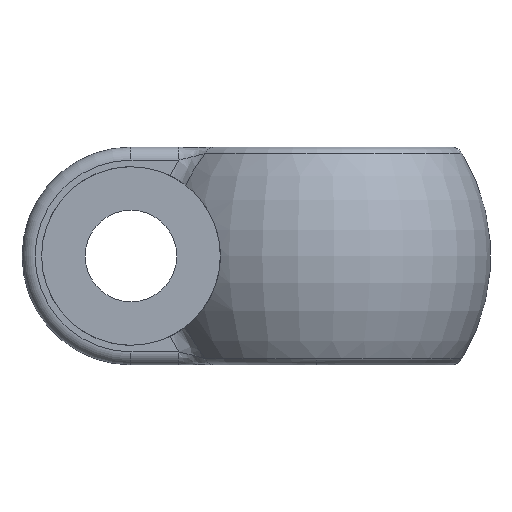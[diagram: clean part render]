
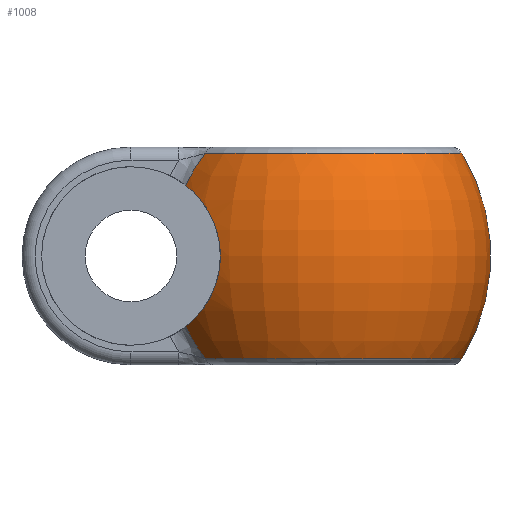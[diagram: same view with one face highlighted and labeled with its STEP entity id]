
A CAD part, front view. The second image highlights one B-rep face of the part: STEP entity #1008.
In plain terms, the highlighted toroidal (fillet/blend) face has major radius 1.1 mm and minor radius 9.1 mm.
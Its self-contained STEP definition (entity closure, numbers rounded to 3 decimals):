
#15 = CIRCLE ( 'NONE', #1176, 6.686 ) ;
#22 = CARTESIAN_POINT ( 'NONE',  ( 2.51, -4.351, -3.242 ) ) ;
#23 = EDGE_CURVE ( 'NONE', #805, #1258, #218, .T. ) ;
#45 = EDGE_CURVE ( 'NONE', #639, #1406, #874, .T. ) ;
#46 = VERTEX_POINT ( 'NONE', #882 ) ;
#80 = DIRECTION ( 'NONE',  ( 0., -1., 0. ) ) ;
#81 = EDGE_CURVE ( 'NONE', #1406, #805, #472, .T. ) ;
#108 = DIRECTION ( 'NONE',  ( 0., 0., 1. ) ) ;
#177 = CARTESIAN_POINT ( 'NONE',  ( 8.5, 0., 0. ) ) ;
#178 = ORIENTED_EDGE ( 'NONE', *, *, #1362, .T. ) ;
#204 = CARTESIAN_POINT ( 'NONE',  ( 2.594, -4.507, 3.177 ) ) ;
#211 = CARTESIAN_POINT ( 'NONE',  ( 4.1, -6.681, 0. ) ) ;
#217 = CARTESIAN_POINT ( 'NONE',  ( 3.384, -5.757, 2.319 ) ) ;
#218 = B_SPLINE_CURVE_WITH_KNOTS ( 'NONE', 3,
 ( #1418, #419, #533, #864, #753, #1196, #431, #1283, #290, #978, #425, #732, #1070, #745, #975, #647 ),
 .UNSPECIFIED., .F., .F.,
 ( 4, 2, 2, 2, 2, 2, 2, 4 ),
 ( 0.009, 0.01, 0.01, 0.011, 0.011, 0.013, 0.013, 0.014 ),
 .UNSPECIFIED. ) ;
#222 = CARTESIAN_POINT ( 'NONE',  ( 4.086, -6.665, 0.383 ) ) ;
#247 = EDGE_CURVE ( 'NONE', #1025, #1240, #969, .T. ) ;
#250 = CARTESIAN_POINT ( 'NONE',  ( 3.418, -4.344, -4.711 ) ) ;
#290 = CARTESIAN_POINT ( 'NONE',  ( 3.628, -6.089, -1.917 ) ) ;
#293 = CARTESIAN_POINT ( 'NONE',  ( 8.5, 0., -4.711 ) ) ;
#305 = CARTESIAN_POINT ( 'NONE',  ( 3.124, -5.379, 2.659 ) ) ;
#327 = CARTESIAN_POINT ( 'NONE',  ( 3.836, -6.358, 1.457 ) ) ;
#349 = CARTESIAN_POINT ( 'NONE',  ( 3.06, -4.347, -4.258 ) ) ;
#354 = CARTESIAN_POINT ( 'NONE',  ( 3.418, -4.344, 4.711 ) ) ;
#367 = FACE_OUTER_BOUND ( 'NONE', #1059, .T. ) ;
#374 = ORIENTED_EDGE ( 'NONE', *, *, #81, .T. ) ;
#378 = CARTESIAN_POINT ( 'NONE',  ( 7.4, 0., 0. ) ) ;
#419 = CARTESIAN_POINT ( 'NONE',  ( 4.1, -6.681, -0.19 ) ) ;
#423 = CARTESIAN_POINT ( 'NONE',  ( 2.856, -4.959, 2.944 ) ) ;
#425 = CARTESIAN_POINT ( 'NONE',  ( 3.213, -5.517, -2.561 ) ) ;
#431 = CARTESIAN_POINT ( 'NONE',  ( 3.837, -6.358, -1.456 ) ) ;
#472 = B_SPLINE_CURVE_WITH_KNOTS ( 'NONE', 3,
 ( #770, #204, #1294, #423, #853, #305, #539, #217, #1217, #1307, #1187, #327, #968, #764, #757, #222, #1202, #211 ),
 .UNSPECIFIED., .F., .F.,
 ( 4, 2, 2, 2, 2, 2, 2, 2, 4 ),
 ( 0.005, 0.005, 0.006, 0.006, 0.007, 0.007, 0.008, 0.009, 0.009 ),
 .UNSPECIFIED. ) ;
#481 = CIRCLE ( 'NONE', #1040, 6.686 ) ;
#489 = DIRECTION ( 'NONE',  ( 1., 0., 0. ) ) ;
#501 = CIRCLE ( 'NONE', #892, 6.686 ) ;
#509 = ORIENTED_EDGE ( 'NONE', *, *, #23, .T. ) ;
#533 = CARTESIAN_POINT ( 'NONE',  ( 4.087, -6.665, -0.381 ) ) ;
#539 = CARTESIAN_POINT ( 'NONE',  ( 3.212, -5.51, 2.552 ) ) ;
#547 = TOROIDAL_SURFACE ( 'NONE', #777, -1.1, 9.1 ) ;
#548 = EDGE_CURVE ( 'NONE', #1348, #46, #481, .T. ) ;
#596 = ORIENTED_EDGE ( 'NONE', *, *, #931, .T. ) ;
#639 = VERTEX_POINT ( 'NONE', #354 ) ;
#641 = CARTESIAN_POINT ( 'NONE',  ( 2.755, -4.349, 3.764 ) ) ;
#647 = CARTESIAN_POINT ( 'NONE',  ( 2.51, -4.351, -3.242 ) ) ;
#653 = DIRECTION ( 'NONE',  ( 0., 0., -1. ) ) ;
#714 = DIRECTION ( 'NONE',  ( 0., 0., -1. ) ) ;
#727 = CARTESIAN_POINT ( 'NONE',  ( 15.186, 0., 4.711 ) ) ;
#732 = CARTESIAN_POINT ( 'NONE',  ( 2.947, -5.105, -2.854 ) ) ;
#734 = CARTESIAN_POINT ( 'NONE',  ( 4.1, -6.681, 0. ) ) ;
#745 = CARTESIAN_POINT ( 'NONE',  ( 2.68, -4.661, -3.105 ) ) ;
#753 = CARTESIAN_POINT ( 'NONE',  ( 3.995, -6.555, -0.938 ) ) ;
#757 = CARTESIAN_POINT ( 'NONE',  ( 4.034, -6.602, 0.758 ) ) ;
#764 = CARTESIAN_POINT ( 'NONE',  ( 3.995, -6.555, 0.939 ) ) ;
#770 = CARTESIAN_POINT ( 'NONE',  ( 2.51, -4.351, 3.242 ) ) ;
#777 = AXIS2_PLACEMENT_3D ( 'NONE', #177, #1033, #489 ) ;
#799 = CARTESIAN_POINT ( 'NONE',  ( 2.51, -4.351, 3.242 ) ) ;
#805 = VERTEX_POINT ( 'NONE', #734 ) ;
#830 = AXIS2_PLACEMENT_3D ( 'NONE', #378, #1048, #714 ) ;
#841 = CARTESIAN_POINT ( 'NONE',  ( 8.5, 0., 4.711 ) ) ;
#845 = EDGE_CURVE ( 'NONE', #1240, #639, #15, .T. ) ;
#853 = CARTESIAN_POINT ( 'NONE',  ( 2.946, -5.104, 2.854 ) ) ;
#864 = CARTESIAN_POINT ( 'NONE',  ( 4.034, -6.602, -0.757 ) ) ;
#874 = B_SPLINE_CURVE_WITH_KNOTS ( 'NONE', 3,
 ( #1194, #1320, #641, #1089 ),
 .UNSPECIFIED., .F., .F.,
 ( 4, 4 ),
 ( 0., 0.002 ),
 .UNSPECIFIED. ) ;
#882 = CARTESIAN_POINT ( 'NONE',  ( 8.5, -6.686, -4.711 ) ) ;
#892 = AXIS2_PLACEMENT_3D ( 'NONE', #293, #1300, #80 ) ;
#931 = EDGE_CURVE ( 'NONE', #46, #1025, #501, .T. ) ;
#962 = CARTESIAN_POINT ( 'NONE',  ( 2.51, -4.351, -3.242 ) ) ;
#968 = CARTESIAN_POINT ( 'NONE',  ( 3.897, -6.433, 1.288 ) ) ;
#969 = CIRCLE ( 'NONE', #830, 9.1 ) ;
#975 = CARTESIAN_POINT ( 'NONE',  ( 2.594, -4.508, -3.177 ) ) ;
#978 = CARTESIAN_POINT ( 'NONE',  ( 3.388, -5.766, -2.33 ) ) ;
#1008 = ADVANCED_FACE ( 'NONE', ( #367 ), #547, .T. ) ;
#1010 = CARTESIAN_POINT ( 'NONE',  ( 2.755, -4.349, -3.764 ) ) ;
#1025 = VERTEX_POINT ( 'NONE', #1388 ) ;
#1033 = DIRECTION ( 'NONE',  ( 0., 0., 1. ) ) ;
#1040 = AXIS2_PLACEMENT_3D ( 'NONE', #1121, #108, #1323 ) ;
#1048 = DIRECTION ( 'NONE',  ( 0., -1., 0. ) ) ;
#1059 = EDGE_LOOP ( 'NONE', ( #1327, #596, #1085, #1208, #1175, #374, #509, #178 ) ) ;
#1070 = CARTESIAN_POINT ( 'NONE',  ( 2.857, -4.96, -2.943 ) ) ;
#1085 = ORIENTED_EDGE ( 'NONE', *, *, #247, .T. ) ;
#1089 = CARTESIAN_POINT ( 'NONE',  ( 2.51, -4.351, 3.242 ) ) ;
#1121 = CARTESIAN_POINT ( 'NONE',  ( 8.5, 0., -4.711 ) ) ;
#1175 = ORIENTED_EDGE ( 'NONE', *, *, #45, .T. ) ;
#1176 = AXIS2_PLACEMENT_3D ( 'NONE', #841, #653, #1290 ) ;
#1187 = CARTESIAN_POINT ( 'NONE',  ( 3.702, -6.186, 1.77 ) ) ;
#1194 = CARTESIAN_POINT ( 'NONE',  ( 3.418, -4.344, 4.711 ) ) ;
#1196 = CARTESIAN_POINT ( 'NONE',  ( 3.897, -6.433, -1.287 ) ) ;
#1202 = CARTESIAN_POINT ( 'NONE',  ( 4.1, -6.681, 0.19 ) ) ;
#1208 = ORIENTED_EDGE ( 'NONE', *, *, #845, .T. ) ;
#1217 = CARTESIAN_POINT ( 'NONE',  ( 3.469, -5.875, 2.191 ) ) ;
#1222 = B_SPLINE_CURVE_WITH_KNOTS ( 'NONE', 3,
 ( #22, #1010, #349, #1256 ),
 .UNSPECIFIED., .F., .F.,
 ( 4, 4 ),
 ( 0., 0.002 ),
 .UNSPECIFIED. ) ;
#1240 = VERTEX_POINT ( 'NONE', #727 ) ;
#1256 = CARTESIAN_POINT ( 'NONE',  ( 3.418, -4.344, -4.711 ) ) ;
#1258 = VERTEX_POINT ( 'NONE', #962 ) ;
#1283 = CARTESIAN_POINT ( 'NONE',  ( 3.702, -6.186, -1.77 ) ) ;
#1290 = DIRECTION ( 'NONE',  ( 0., 1., 0. ) ) ;
#1294 = CARTESIAN_POINT ( 'NONE',  ( 2.68, -4.661, 3.105 ) ) ;
#1300 = DIRECTION ( 'NONE',  ( 0., 0., 1. ) ) ;
#1307 = CARTESIAN_POINT ( 'NONE',  ( 3.628, -6.089, 1.916 ) ) ;
#1320 = CARTESIAN_POINT ( 'NONE',  ( 3.06, -4.347, 4.258 ) ) ;
#1323 = DIRECTION ( 'NONE',  ( 0., -1., 0. ) ) ;
#1327 = ORIENTED_EDGE ( 'NONE', *, *, #548, .T. ) ;
#1348 = VERTEX_POINT ( 'NONE', #250 ) ;
#1362 = EDGE_CURVE ( 'NONE', #1258, #1348, #1222, .T. ) ;
#1388 = CARTESIAN_POINT ( 'NONE',  ( 15.186, 0., -4.711 ) ) ;
#1406 = VERTEX_POINT ( 'NONE', #799 ) ;
#1418 = CARTESIAN_POINT ( 'NONE',  ( 4.1, -6.681, 0. ) ) ;
